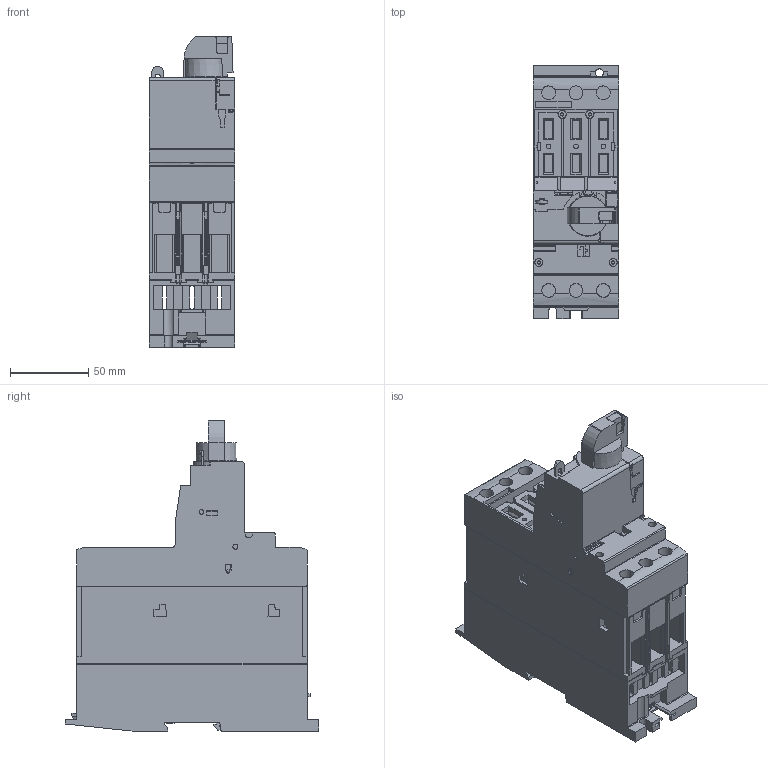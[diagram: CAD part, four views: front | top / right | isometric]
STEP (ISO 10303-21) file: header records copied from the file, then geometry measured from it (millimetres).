
FILE_DESCRIPTION( ( 'STEP AP214' ), '1' );
FILE_NAME( 'pke65_ak.stp', '2021-10-15T06:04:40', ( 'License CC BY-ND 4.0' ), ( 'CADENAS' ), ' ', 'PARTsolutions', ' ' );
FILE_SCHEMA( ( 'AUTOMOTIVE_DESIGN { 1 0 10303 214 1 1 1 1 }' ) );
Length unit declared in the file: millimetre
Products named in the file (1): _158247
Bounding box: 54.8 x 162 x 198.2 mm (x, y, z)
Volume: 868424.5 mm3; surface area: 163780.8 mm2
Topology: 1 solids, 3 shells, 1687 faces, 4794 edges, 3141 vertices
Faces by surface type: plane 1293, cylinder 382, cone 8, torus 4
Full cylindrical faces by diameter (mm): 0.96 x1, 2.6 x2, 3 x5, 3.2 x1, 3.3 x2, 5 x4, 5.2 x1, 6.6 x2, 8.8 x6, 15.6 x1
Entity records: 67793 total; most frequent: CARTESIAN_POINT 9779, ORIENTED_EDGE 9500, DIRECTION 8950, EDGE_CURVE 4750, LINE 3890, VECTOR 3890, VERTEX_POINT 3130, AXIS2_PLACEMENT_3D 2530
